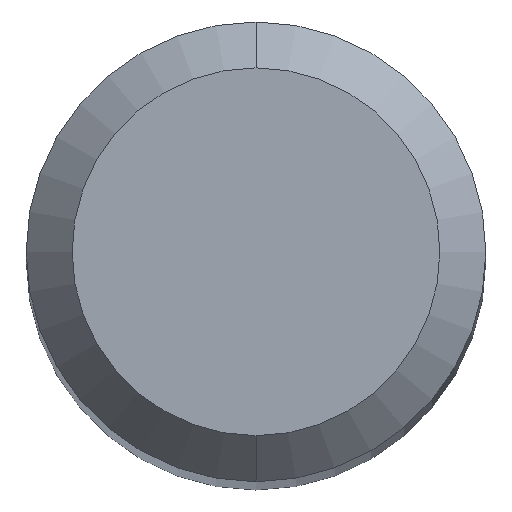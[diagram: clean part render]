
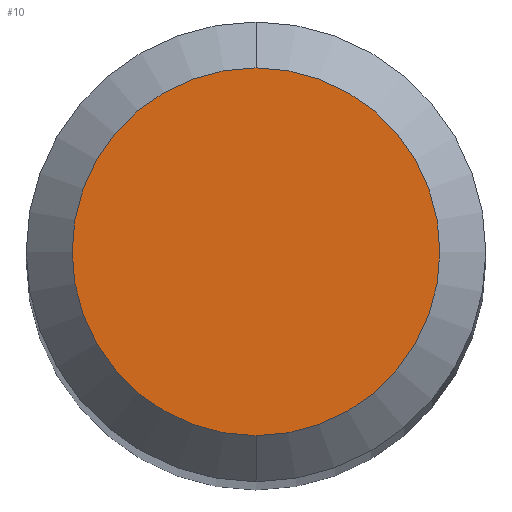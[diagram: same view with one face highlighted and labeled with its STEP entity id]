
A CAD part, top view. The second image highlights one B-rep face of the part: STEP entity #10.
In plain terms, the highlighted planar face has unit normal (0, 0, 1).
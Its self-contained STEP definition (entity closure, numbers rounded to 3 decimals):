
#10 = ADVANCED_FACE ( 'NONE', ( #221 ), #128, .F. ) ;
#33 = CIRCLE ( 'NONE', #309, 1.2 ) ;
#43 = EDGE_LOOP ( 'NONE', ( #100, #109 ) ) ;
#52 = CARTESIAN_POINT ( 'NONE',  ( 0., 0., 38. ) ) ;
#67 = DIRECTION ( 'NONE',  ( 0., 1., 0. ) ) ;
#100 = ORIENTED_EDGE ( 'NONE', *, *, #233, .F. ) ;
#109 = ORIENTED_EDGE ( 'NONE', *, *, #178, .F. ) ;
#121 = DIRECTION ( 'NONE',  ( 0., 0., -1. ) ) ;
#128 = PLANE ( 'NONE',  #139 ) ;
#130 = VERTEX_POINT ( 'NONE', #196 ) ;
#135 = CIRCLE ( 'NONE', #198, 1.2 ) ;
#139 = AXIS2_PLACEMENT_3D ( 'NONE', #154, #121, #357 ) ;
#154 = CARTESIAN_POINT ( 'NONE',  ( 0., 0., 38. ) ) ;
#178 = EDGE_CURVE ( 'NONE', #345, #130, #135, .T. ) ;
#180 = DIRECTION ( 'NONE',  ( 0., 1., 0. ) ) ;
#196 = CARTESIAN_POINT ( 'NONE',  ( 0., 1.2, 38. ) ) ;
#198 = AXIS2_PLACEMENT_3D ( 'NONE', #52, #353, #180 ) ;
#206 = CARTESIAN_POINT ( 'NONE',  ( 0., 0., 38. ) ) ;
#221 = FACE_OUTER_BOUND ( 'NONE', #43, .T. ) ;
#233 = EDGE_CURVE ( 'NONE', #130, #345, #33, .T. ) ;
#309 = AXIS2_PLACEMENT_3D ( 'NONE', #206, #326, #67 ) ;
#312 = CARTESIAN_POINT ( 'NONE',  ( 0., -1.2, 38. ) ) ;
#326 = DIRECTION ( 'NONE',  ( 0., 0., -1. ) ) ;
#345 = VERTEX_POINT ( 'NONE', #312 ) ;
#353 = DIRECTION ( 'NONE',  ( 0., 0., -1. ) ) ;
#357 = DIRECTION ( 'NONE',  ( 0., 1., 0. ) ) ;
